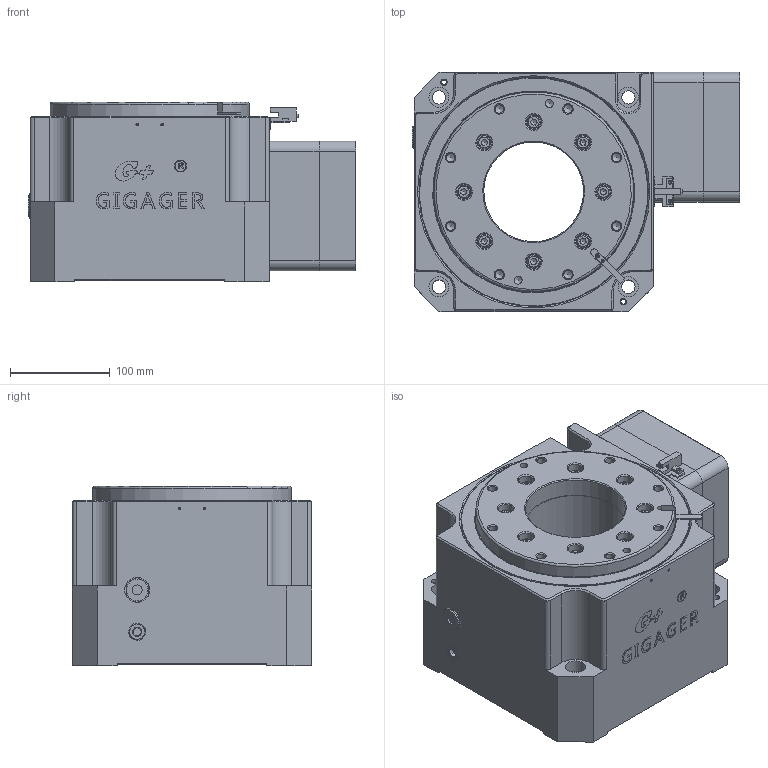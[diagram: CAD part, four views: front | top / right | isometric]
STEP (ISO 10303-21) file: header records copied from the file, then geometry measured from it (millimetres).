
FILE_DESCRIPTION (( 'STEP AP203' ), '1' );
FILE_NAME ('GSH200-30K-SV1.step', '2021-06-01T02:18:08', ( 'Microsoft' ), ( 'Microsoft' ), 'SwSTEP 2.0', 'SolidWorks 2019', '' );
FILE_SCHEMA (( 'CONFIG_CONTROL_DESIGN' ));
Length unit declared in the file: millimetre
Products named in the file (1): GSH200-30K-SV1
Bounding box: 329 x 240 x 180 mm (x, y, z)
Volume: 6434345.9 mm3; surface area: 942798.6 mm2
Topology: 38 solids, 38 shells, 1361 faces, 3172 edges, 1987 vertices
Faces by surface type: plane 713, cylinder 297, cone 216, bspline 99, torus 36
Full cylindrical faces by diameter (mm): 1 x1, 2.5 x12, 3.2 x2, 3.5 x1, 4 x2, 5 x4, 6 x10, 6.5 x2, 6.6 x10, 6.8 x14, 8 x14, 8.5 x13, 9 x16, 10 x15, 11 x11, 12 x1, 13 x12, 13.5 x4, 15 x16, 15.25 x1, 15.5 x1, 15.7 x1, 17.1 x2, 18 x1, 20 x4, 21.5 x1, 22 x1, 24 x2, 24.8 x1, 25 x1
Entity records: 39876 total; most frequent: CARTESIAN_POINT 11276, DIRECTION 5729, ORIENTED_EDGE 5298, EDGE_CURVE 2649, AXIS2_PLACEMENT_3D 2138, EDGE_LOOP 1968, VERTEX_POINT 1871, FACE_OUTER_BOUND 1605
